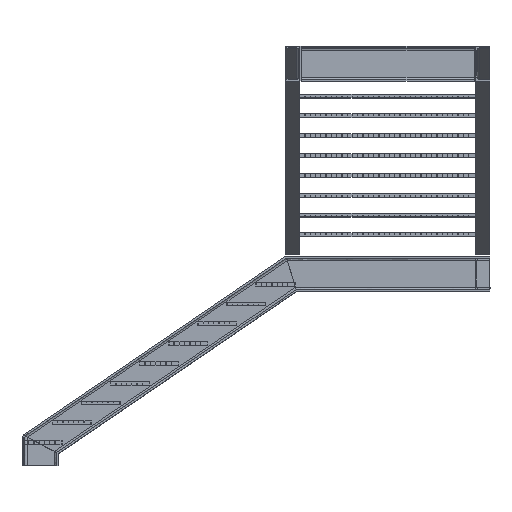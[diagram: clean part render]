
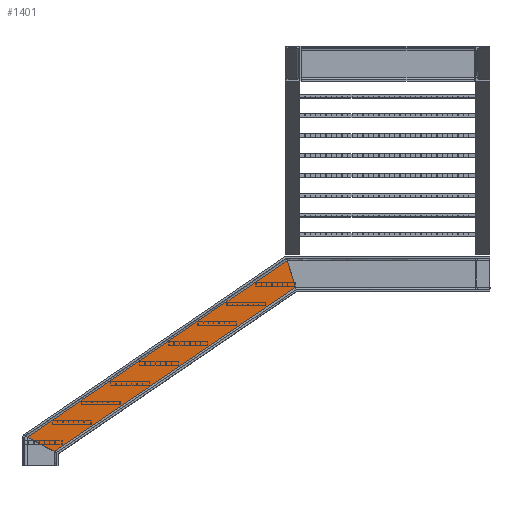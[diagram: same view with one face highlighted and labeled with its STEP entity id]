
A CAD part, top view. The second image highlights one B-rep face of the part: STEP entity #1401.
In plain terms, the highlighted free-form (B-spline) face has degree [1, 1] with [2, 2] control points.
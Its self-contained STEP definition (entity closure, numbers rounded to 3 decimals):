
#1356 = VERTEX_POINT('',#1357);
#1357 = CARTESIAN_POINT('',(-967.157,-1178.868,
    -1095.578));
#1363 = EDGE_CURVE('',#1364,#1356,#1366,.T.);
#1364 = VERTEX_POINT('',#1365);
#1365 = CARTESIAN_POINT('',(-1169.254,-1071.899,
    -1095.578));
#1366 = B_SPLINE_CURVE_WITH_KNOTS('',1,(#1367,#1368),.UNSPECIFIED.,.F.,
  .F.,(2,2),(-439.63,-267.651),.PIECEWISE_BEZIER_KNOTS.);
#1367 = CARTESIAN_POINT('',(-1169.254,-1071.899,
    -1095.578));
#1368 = CARTESIAN_POINT('',(-967.157,-1178.868,
    -1095.578));
#1401 = ADVANCED_FACE('',(#1402),#1424,.T.);
#1402 = FACE_BOUND('',#1403,.T.);
#1403 = EDGE_LOOP('',(#1404,#1405,#1412,#1419));
#1404 = ORIENTED_EDGE('',*,*,#1363,.T.);
#1405 = ORIENTED_EDGE('',*,*,#1406,.F.);
#1406 = EDGE_CURVE('',#1407,#1356,#1409,.T.);
#1407 = VERTEX_POINT('',#1408);
#1408 = CARTESIAN_POINT('',(857.261,61.736,
    -1095.578));
#1409 = B_SPLINE_CURVE_WITH_KNOTS('',1,(#1410,#1411),.UNSPECIFIED.,.F.,
  .F.,(2,2),(54.171,1713.534),
  .PIECEWISE_BEZIER_KNOTS.);
#1410 = CARTESIAN_POINT('',(857.261,61.736,
    -1095.578));
#1411 = CARTESIAN_POINT('',(-967.157,-1178.868,
    -1095.578));
#1412 = ORIENTED_EDGE('',*,*,#1413,.T.);
#1413 = EDGE_CURVE('',#1407,#1414,#1416,.T.);
#1414 = VERTEX_POINT('',#1415);
#1415 = CARTESIAN_POINT('',(795.058,263.833,
    -1095.578));
#1416 = B_SPLINE_CURVE_WITH_KNOTS('',1,(#1417,#1418),.UNSPECIFIED.,.F.,
  .F.,(2,2),(-136.36,22.677),.PIECEWISE_BEZIER_KNOTS.);
#1417 = CARTESIAN_POINT('',(857.261,61.736,
    -1095.578));
#1418 = CARTESIAN_POINT('',(795.058,263.833,
    -1095.578));
#1419 = ORIENTED_EDGE('',*,*,#1420,.T.);
#1420 = EDGE_CURVE('',#1414,#1364,#1421,.T.);
#1421 = B_SPLINE_CURVE_WITH_KNOTS('',1,(#1422,#1423),.UNSPECIFIED.,.F.,
  .F.,(2,2),(7.387,1793.987),
  .PIECEWISE_BEZIER_KNOTS.);
#1422 = CARTESIAN_POINT('',(795.058,263.833,
    -1095.578));
#1423 = CARTESIAN_POINT('',(-1169.254,-1071.899,
    -1095.578));
#1424 = B_SPLINE_SURFACE_WITH_KNOTS('',1,1,(
    (#1425,#1426)
    ,(#1427,#1428
    )),.UNSPECIFIED.,.F.,.F.,.F.,(2,2),(2,2),(-1793.987,
    -7.387),(-76.,76.),.PIECEWISE_BEZIER_KNOTS.);
#1425 = CARTESIAN_POINT('',(-1055.613,-1239.018,
    -1095.578));
#1426 = CARTESIAN_POINT('',(-1169.254,-1071.899,
    -1095.578));
#1427 = CARTESIAN_POINT('',(908.699,96.714,
    -1095.578));
#1428 = CARTESIAN_POINT('',(795.058,263.833,
    -1095.578));
